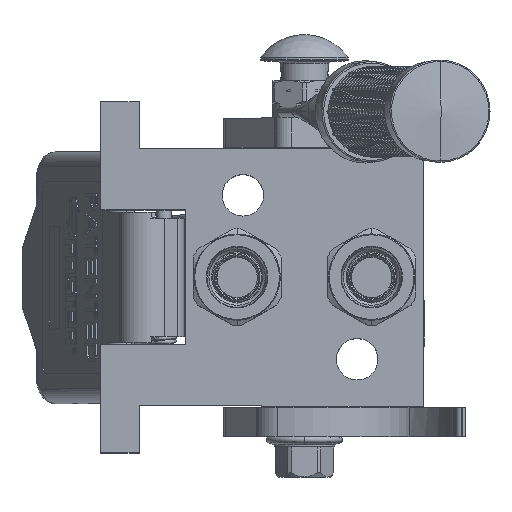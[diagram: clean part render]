
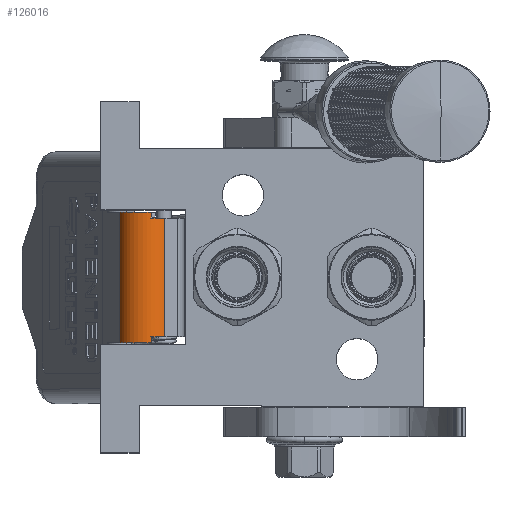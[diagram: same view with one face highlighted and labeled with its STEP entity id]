
A CAD part, top view. The second image highlights one B-rep face of the part: STEP entity #126016.
In plain terms, the highlighted cylindrical face has radius 9.5 mm (diameter 19 mm), a partial arc.
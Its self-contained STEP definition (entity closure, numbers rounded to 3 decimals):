
#389 = EDGE_CURVE ( 'NONE', #168273, #86865, #158322, .T. ) ;
#987 = DIRECTION ( 'NONE',  ( 1., 0., 0. ) ) ;
#2755 = VECTOR ( 'NONE', #49960, 1000. ) ;
#3977 = CARTESIAN_POINT ( 'NONE',  ( 22.25, 0., -56.881 ) ) ;
#7797 = VECTOR ( 'NONE', #21316, 1000. ) ;
#10621 = CARTESIAN_POINT ( 'NONE',  ( -22.25, 8., -47.5 ) ) ;
#12444 = CARTESIAN_POINT ( 'NONE',  ( 22.25, 8., -47.5 ) ) ;
#14221 = CARTESIAN_POINT ( 'NONE',  ( -20.25, 0., -56.881 ) ) ;
#14728 = VERTEX_POINT ( 'NONE', #156510 ) ;
#16213 = EDGE_CURVE ( 'NONE', #141538, #107251, #144948, .T. ) ;
#17560 = AXIS2_PLACEMENT_3D ( 'NONE', #69796, #137520, #83546 ) ;
#18233 = ORIENTED_EDGE ( 'NONE', *, *, #153342, .F. ) ;
#21316 = DIRECTION ( 'NONE',  ( 1., 0., 0. ) ) ;
#22095 = DIRECTION ( 'NONE',  ( 0., -0.385, -0.923 ) ) ;
#22595 = CIRCLE ( 'NONE', #52063, 9.5 ) ;
#24610 = VERTEX_POINT ( 'NONE', #3977 ) ;
#25052 = VECTOR ( 'NONE', #987, 1000. ) ;
#33462 = DIRECTION ( 'NONE',  ( -1., 0., 0. ) ) ;
#34157 = CARTESIAN_POINT ( 'NONE',  ( -22.25, 0., -56.881 ) ) ;
#34493 = EDGE_CURVE ( 'NONE', #14728, #142987, #69258, .T. ) ;
#34656 = CARTESIAN_POINT ( 'NONE',  ( -22.25, -1.5, -47.5 ) ) ;
#44247 = FACE_OUTER_BOUND ( 'NONE', #170709, .T. ) ;
#46681 = DIRECTION ( 'NONE',  ( 0., -1., 0. ) ) ;
#49960 = DIRECTION ( 'NONE',  ( 1., 0., 0. ) ) ;
#50855 = CARTESIAN_POINT ( 'NONE',  ( -20.25, -1.5, -47.5 ) ) ;
#52063 = AXIS2_PLACEMENT_3D ( 'NONE', #121424, #107043, #68079 ) ;
#52814 = CYLINDRICAL_SURFACE ( 'NONE', #97758, 9.5 ) ;
#56726 = CARTESIAN_POINT ( 'NONE',  ( -22.25, 0., -56.881 ) ) ;
#61043 = CIRCLE ( 'NONE', #17560, 9.5 ) ;
#61895 = DIRECTION ( 'NONE',  ( 1., 0., 0. ) ) ;
#63368 = ORIENTED_EDGE ( 'NONE', *, *, #16213, .F. ) ;
#68079 = DIRECTION ( 'NONE',  ( 0., -0.385, -0.923 ) ) ;
#69258 = LINE ( 'NONE', #173243, #2755 ) ;
#69796 = CARTESIAN_POINT ( 'NONE',  ( -22.25, -1.5, -47.5 ) ) ;
#70022 = LINE ( 'NONE', #101496, #7797 ) ;
#72998 = CARTESIAN_POINT ( 'NONE',  ( 20.25, -5.154, -56.269 ) ) ;
#73288 = EDGE_CURVE ( 'NONE', #137855, #24610, #70022, .T. ) ;
#77384 = CARTESIAN_POINT ( 'NONE',  ( 22.25, -1.5, -47.5 ) ) ;
#81077 = EDGE_CURVE ( 'NONE', #142987, #137855, #22595, .T. ) ;
#81193 = ORIENTED_EDGE ( 'NONE', *, *, #127736, .T. ) ;
#83546 = DIRECTION ( 'NONE',  ( 0., 0.158, -0.987 ) ) ;
#86865 = VERTEX_POINT ( 'NONE', #12444 ) ;
#88839 = DIRECTION ( 'NONE',  ( 1., 0., 0. ) ) ;
#89401 = EDGE_CURVE ( 'NONE', #14728, #107251, #124928, .T. ) ;
#97758 = AXIS2_PLACEMENT_3D ( 'NONE', #34656, #33462, #46681 ) ;
#101496 = CARTESIAN_POINT ( 'NONE',  ( 20.25, 0., -56.881 ) ) ;
#104628 = DIRECTION ( 'NONE',  ( 1., 0., 0. ) ) ;
#107043 = DIRECTION ( 'NONE',  ( 1., 0., 0. ) ) ;
#107251 = VERTEX_POINT ( 'NONE', #14221 ) ;
#112291 = AXIS2_PLACEMENT_3D ( 'NONE', #50855, #104628, #22095 ) ;
#121424 = CARTESIAN_POINT ( 'NONE',  ( 20.25, -1.5, -47.5 ) ) ;
#124928 = CIRCLE ( 'NONE', #112291, 9.5 ) ;
#125340 = AXIS2_PLACEMENT_3D ( 'NONE', #77384, #61895, #157122 ) ;
#126016 = ADVANCED_FACE ( 'NONE', ( #44247 ), #52814, .T. ) ;
#127736 = EDGE_CURVE ( 'NONE', #141538, #168273, #61043, .T. ) ;
#131771 = ORIENTED_EDGE ( 'NONE', *, *, #34493, .F. ) ;
#131990 = ORIENTED_EDGE ( 'NONE', *, *, #89401, .T. ) ;
#137147 = ORIENTED_EDGE ( 'NONE', *, *, #73288, .F. ) ;
#137520 = DIRECTION ( 'NONE',  ( 1., 0., 0. ) ) ;
#137855 = VERTEX_POINT ( 'NONE', #173476 ) ;
#141538 = VERTEX_POINT ( 'NONE', #34157 ) ;
#142987 = VERTEX_POINT ( 'NONE', #72998 ) ;
#144948 = LINE ( 'NONE', #56726, #25052 ) ;
#145433 = VECTOR ( 'NONE', #88839, 1000. ) ;
#147337 = CARTESIAN_POINT ( 'NONE',  ( -22.25, 8., -47.5 ) ) ;
#153342 = EDGE_CURVE ( 'NONE', #24610, #86865, #161529, .T. ) ;
#153879 = ORIENTED_EDGE ( 'NONE', *, *, #389, .T. ) ;
#156510 = CARTESIAN_POINT ( 'NONE',  ( -20.25, -5.154, -56.269 ) ) ;
#157122 = DIRECTION ( 'NONE',  ( 0., 0.158, -0.987 ) ) ;
#158322 = LINE ( 'NONE', #10621, #145433 ) ;
#161529 = CIRCLE ( 'NONE', #125340, 9.5 ) ;
#168273 = VERTEX_POINT ( 'NONE', #147337 ) ;
#169251 = ORIENTED_EDGE ( 'NONE', *, *, #81077, .F. ) ;
#170709 = EDGE_LOOP ( 'NONE', ( #131771, #131990, #63368, #81193, #153879, #18233, #137147, #169251 ) ) ;
#173243 = CARTESIAN_POINT ( 'NONE',  ( -20.25, -5.154, -56.269 ) ) ;
#173476 = CARTESIAN_POINT ( 'NONE',  ( 20.25, 0., -56.881 ) ) ;
